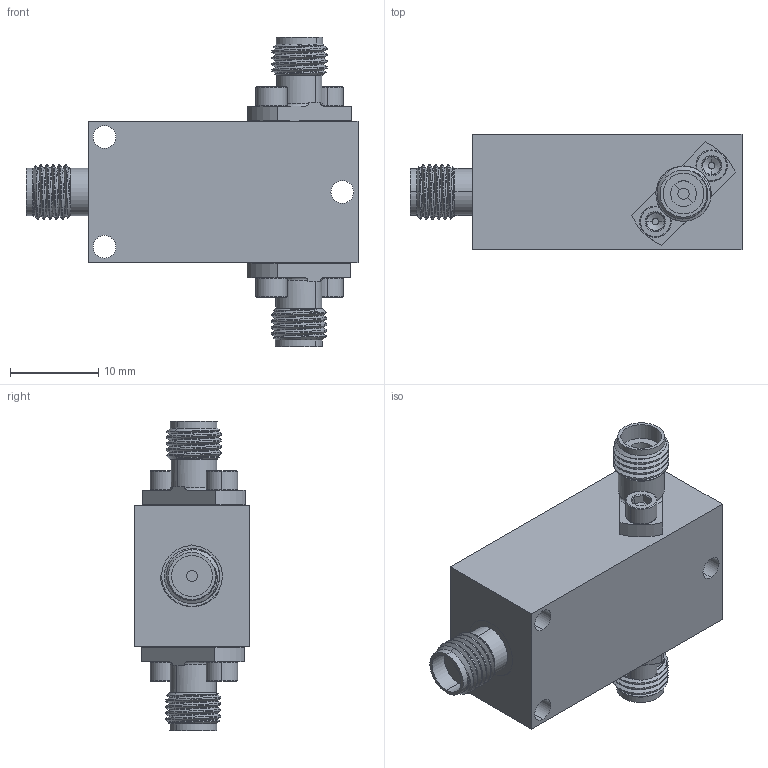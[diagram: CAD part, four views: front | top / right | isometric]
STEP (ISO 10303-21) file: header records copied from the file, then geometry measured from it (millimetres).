
FILE_DESCRIPTION (( 'STEP AP214' ), '1' );
FILE_NAME ('FMBT1633_3D.STEP', '2022-06-26T05:32:24', ( '' ), ( '' ), 'SwSTEP 2.0', 'SolidWorks 2021', '' );
FILE_SCHEMA (( 'AUTOMOTIVE_DESIGN' ));
Length unit declared in the file: inch
Products named in the file (6): Copy of 120-0046^PE1633; Copy of 103-4112 HOUSING^PE1633; Copy of 010-101X_010-1012-00^PE1633; Copy of 120-0038^PE1633; Copy of B FEMALE^PE1633; FMBT1633_3D
Assembly tree (9 placements, depth 2):
  FMBT1633_3D
    Copy of 120-0038^PE1633
    Copy of 120-0046^PE1633
    Copy of 103-4112 HOUSING^PE1633  x2
    Copy of 010-101X_010-1012-00^PE1633  x4
    Copy of B FEMALE^PE1633
Bounding box: 37.59 x 13.08 x 35.03 mm (x, y, z)
Volume: 6951.4 mm3; surface area: 4833.8 mm2
Topology: 9 solids, 9 shells, 682 faces, 1523 edges, 877 vertices
Faces by surface type: cylinder 294, cone 252, plane 114, bspline 22
Entity records: 10600 total; most frequent: CARTESIAN_POINT 4548, ORIENTED_EDGE 1252, DIRECTION 1166, EDGE_CURVE 626, AXIS2_PLACEMENT_3D 452, VERTEX_POINT 380, EDGE_LOOP 286, FACE_OUTER_BOUND 265
